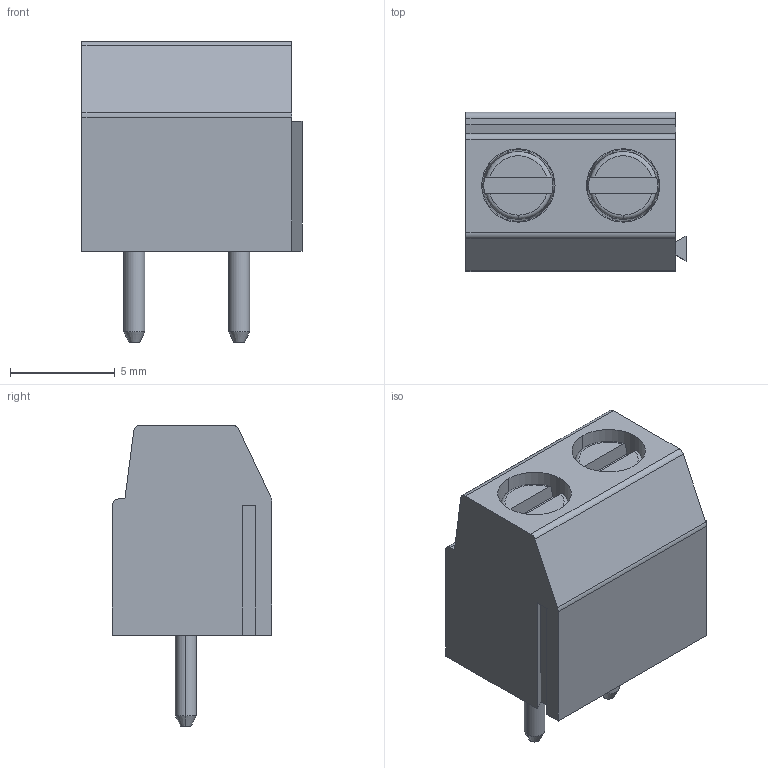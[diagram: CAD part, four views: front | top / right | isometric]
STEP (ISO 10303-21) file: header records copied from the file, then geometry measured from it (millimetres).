
FILE_DESCRIPTION (( 'STEP AP214' ), '1' );
FILE_NAME ('CUI_DEVICES_TB002-500-02BE.step', '2019-10-21T05:08:53', ( '' ), ( '' ), 'SwSTEP 2.0', 'SolidWorks 2019', '' );
FILE_SCHEMA (( 'AUTOMOTIVE_DESIGN' ));
Length unit declared in the file: millimetre
Products named in the file (2): TB002-500-02P_Blue - S; CUI_DEVICES_TB002-500-02BE
Assembly tree (1 placements, depth 2):
  CUI_DEVICES_TB002-500-02BE
    TB002-500-02P_Blue - S
Bounding box: 10.5 x 7.6 x 14.35 mm (x, y, z)
Volume: 626.7 mm3; surface area: 688.1 mm2
Topology: 1 solids, 1 shells, 117 faces, 293 edges, 188 vertices
Faces by surface type: plane 67, cylinder 28, torus 10, cone 8, bspline 4
Entity records: 4112 total; most frequent: CARTESIAN_POINT 858, ORIENTED_EDGE 586, DIRECTION 551, EDGE_CURVE 293, AXIS2_PLACEMENT_3D 193, VERTEX_POINT 188, VECTOR 165, LINE 165
